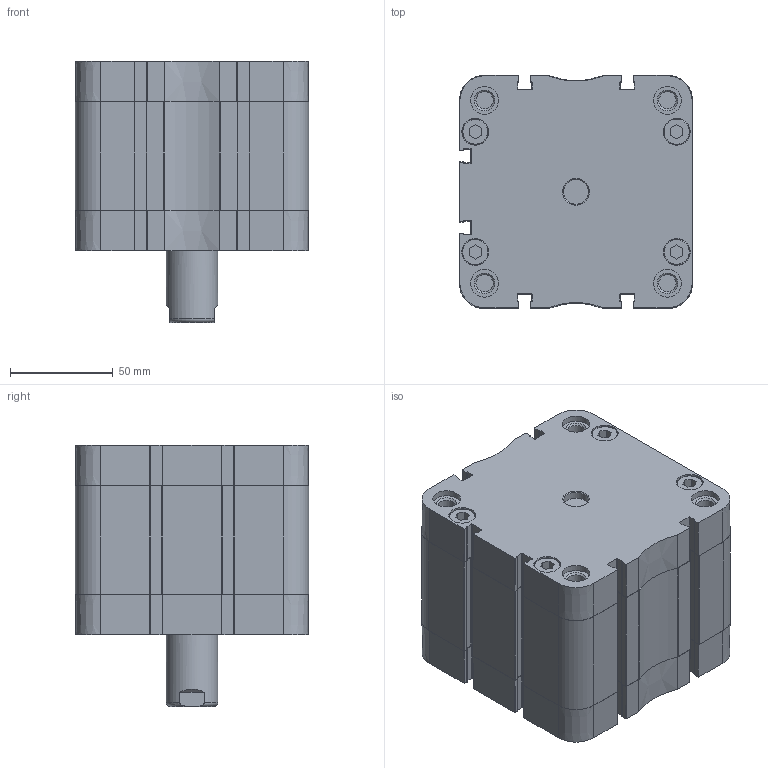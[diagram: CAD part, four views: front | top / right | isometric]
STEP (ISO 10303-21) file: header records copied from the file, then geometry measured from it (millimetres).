
FILE_DESCRIPTION(/* description */ (''),/* implementation_level */ '2;1');
FILE_NAME(/* name */ 'C-D-100-0025-R.stp',/* time_stamp */ '2016-02-04T13:55:52+01:00',/* author */ (''),/* organization */ (''),/* preprocessor_version */ 'ST-DEVELOPER v15.2',/* originating_system */ 'Autodesk Translator Framework v2.0.0.5431',/* authorisation */ '');
FILE_SCHEMA (('AUTOMOTIVE_DESIGN { 1 0 10303 214 3 1 1 }'));
Products named in the file (1): (Unsaved)
Bounding box: 113.5 x 113.5 x 127 mm (x, y, z)
Volume: 721840.5 mm3; surface area: 142547.6 mm2
Topology: 5 solids, 5 shells, 1560 faces, 4251 edges, 2793 vertices
Faces by surface type: bspline 761, plane 516, cylinder 218, cone 45, torus 20
Full cylindrical faces by diameter (mm): 6 x1, 8.376 x8, 8.566 x3, 10.106 x2, 12 x1, 12.7 x4, 13.1 x8, 13.5 x8, 25 x1, 25.6 x1, 26.9 x1, 28 x1, 29.8 x1, 30 x1, 100 x1
Entity records: 56957 total; most frequent: CARTESIAN_POINT 22769, ORIENTED_EDGE 8344, DIRECTION 4687, EDGE_CURVE 4152, VERTEX_POINT 2781, LINE 2097, VECTOR 2097, EDGE_LOOP 1759
